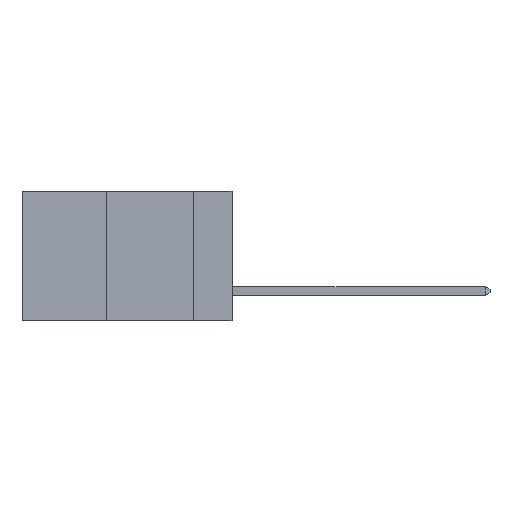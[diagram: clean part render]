
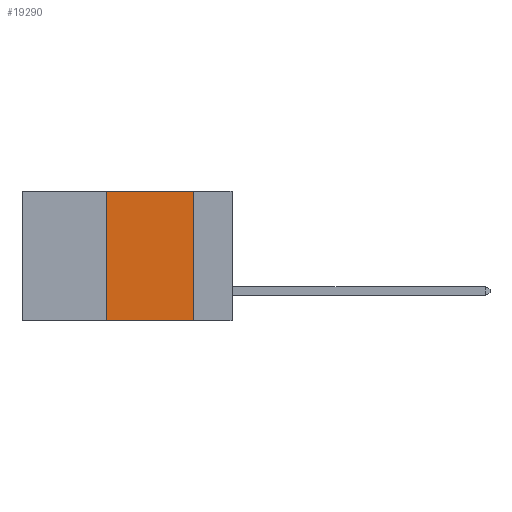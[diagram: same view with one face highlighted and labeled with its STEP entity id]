
A CAD part, left-side view. The second image highlights one B-rep face of the part: STEP entity #19290.
In plain terms, the highlighted planar face has unit normal (-1, 0, 0).
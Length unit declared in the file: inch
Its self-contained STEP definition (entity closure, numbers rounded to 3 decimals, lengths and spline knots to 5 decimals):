
#33 = VECTOR ( 'NONE', #11463, 39.37008 ) ;
#423 = EDGE_CURVE ( 'NONE', #18577, #10578, #3314, .T. ) ;
#578 = VERTEX_POINT ( 'NONE', #1820 ) ;
#1747 = CARTESIAN_POINT ( 'NONE',  ( 0., 0.6, 0. ) ) ;
#1820 = CARTESIAN_POINT ( 'NONE',  ( 0., 0.11, 0. ) ) ;
#1930 = EDGE_LOOP ( 'NONE', ( #15480, #20020, #11418, #8921 ) ) ;
#2930 = LINE ( 'NONE', #17143, #7292 ) ;
#3054 = VERTEX_POINT ( 'NONE', #18830 ) ;
#3314 = LINE ( 'NONE', #3692, #12481 ) ;
#3640 = DIRECTION ( 'NONE',  ( 0., 0., 1. ) ) ;
#3692 = CARTESIAN_POINT ( 'NONE',  ( 0., 0.36, 0. ) ) ;
#4744 = EDGE_CURVE ( 'NONE', #578, #3054, #15742, .T. ) ;
#5585 = FACE_OUTER_BOUND ( 'NONE', #1930, .T. ) ;
#7292 = VECTOR ( 'NONE', #8201, 39.37008 ) ;
#7378 = DIRECTION ( 'NONE',  ( 0., 0., -1. ) ) ;
#8201 = DIRECTION ( 'NONE',  ( 0., -1., 0. ) ) ;
#8921 = ORIENTED_EDGE ( 'NONE', *, *, #14523, .T. ) ;
#9993 = LINE ( 'NONE', #22058, #33 ) ;
#10578 = VERTEX_POINT ( 'NONE', #20095 ) ;
#11418 = ORIENTED_EDGE ( 'NONE', *, *, #423, .F. ) ;
#11463 = DIRECTION ( 'NONE',  ( 0., -1., 0. ) ) ;
#11927 = CARTESIAN_POINT ( 'NONE',  ( 0., 0.11, 0. ) ) ;
#12481 = VECTOR ( 'NONE', #3640, 39.37008 ) ;
#13631 = DIRECTION ( 'NONE',  ( 0., 0., -1. ) ) ;
#14523 = EDGE_CURVE ( 'NONE', #18577, #3054, #9993, .T. ) ;
#15480 = ORIENTED_EDGE ( 'NONE', *, *, #4744, .F. ) ;
#15742 = LINE ( 'NONE', #11927, #19874 ) ;
#16355 = PLANE ( 'NONE',  #22107 ) ;
#17143 = CARTESIAN_POINT ( 'NONE',  ( 0., 0.6, 0. ) ) ;
#18124 = DIRECTION ( 'NONE',  ( 1., 0., 0. ) ) ;
#18577 = VERTEX_POINT ( 'NONE', #23244 ) ;
#18830 = CARTESIAN_POINT ( 'NONE',  ( 0., 0.11, -0.37 ) ) ;
#19290 = ADVANCED_FACE ( 'NONE', ( #5585 ), #16355, .F. ) ;
#19874 = VECTOR ( 'NONE', #13631, 39.37008 ) ;
#20020 = ORIENTED_EDGE ( 'NONE', *, *, #20667, .F. ) ;
#20095 = CARTESIAN_POINT ( 'NONE',  ( 0., 0.36, 0. ) ) ;
#20667 = EDGE_CURVE ( 'NONE', #10578, #578, #2930, .T. ) ;
#22058 = CARTESIAN_POINT ( 'NONE',  ( 0., 0.6, -0.37 ) ) ;
#22107 = AXIS2_PLACEMENT_3D ( 'NONE', #1747, #18124, #7378 ) ;
#23244 = CARTESIAN_POINT ( 'NONE',  ( 0., 0.36, -0.37 ) ) ;
